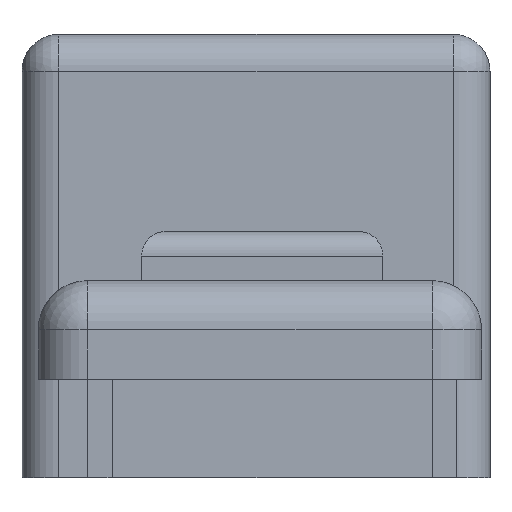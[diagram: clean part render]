
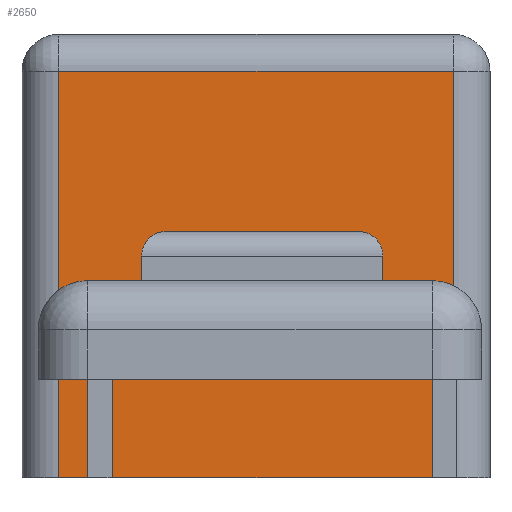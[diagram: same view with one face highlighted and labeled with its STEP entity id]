
A CAD part, front view. The second image highlights one B-rep face of the part: STEP entity #2650.
In plain terms, the highlighted planar face has unit normal (0, -1, 0).
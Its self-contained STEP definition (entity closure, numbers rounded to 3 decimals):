
#2650 = ADVANCED_FACE('',(#2651),#2665,.T.);
#2651 = FACE_BOUND('',#2652,.T.);
#2652 = EDGE_LOOP('',(#2653,#2688,#2716,#2744));
#2653 = ORIENTED_EDGE('',*,*,#2654,.T.);
#2654 = EDGE_CURVE('',#2655,#2657,#2659,.T.);
#2655 = VERTEX_POINT('',#2656);
#2656 = CARTESIAN_POINT('',(842.055,1961.16,625.));
#2657 = VERTEX_POINT('',#2658);
#2658 = CARTESIAN_POINT('',(42.055,1961.16,625.));
#2659 = SURFACE_CURVE('',#2660,(#2664,#2676),.PCURVE_S1.);
#2660 = LINE('',#2661,#2662);
#2661 = CARTESIAN_POINT('',(917.055,1961.16,625.));
#2662 = VECTOR('',#2663,1.);
#2663 = DIRECTION('',(-1.,0.,0.));
#2664 = PCURVE('',#2665,#2670);
#2665 = PLANE('',#2666);
#2666 = AXIS2_PLACEMENT_3D('',#2667,#2668,#2669);
#2667 = CARTESIAN_POINT('',(917.055,1961.16,-200.));
#2668 = DIRECTION('',(0.,-1.,0.));
#2669 = DIRECTION('',(-1.,0.,0.));
#2670 = DEFINITIONAL_REPRESENTATION('',(#2671),#2675);
#2671 = LINE('',#2672,#2673);
#2672 = CARTESIAN_POINT('',(0.,-825.));
#2673 = VECTOR('',#2674,1.);
#2674 = DIRECTION('',(1.,0.));
#2675 = ( GEOMETRIC_REPRESENTATION_CONTEXT(2) 
PARAMETRIC_REPRESENTATION_CONTEXT() REPRESENTATION_CONTEXT('2D SPACE',''
  ) );
#2676 = PCURVE('',#2677,#2682);
#2677 = CYLINDRICAL_SURFACE('',#2678,75.);
#2678 = AXIS2_PLACEMENT_3D('',#2679,#2680,#2681);
#2679 = CARTESIAN_POINT('',(917.055,2036.16,625.));
#2680 = DIRECTION('',(-1.,0.,0.));
#2681 = DIRECTION('',(0.,-1.,0.));
#2682 = DEFINITIONAL_REPRESENTATION('',(#2683),#2687);
#2683 = LINE('',#2684,#2685);
#2684 = CARTESIAN_POINT('',(0.,0.));
#2685 = VECTOR('',#2686,1.);
#2686 = DIRECTION('',(0.,1.));
#2687 = ( GEOMETRIC_REPRESENTATION_CONTEXT(2) 
PARAMETRIC_REPRESENTATION_CONTEXT() REPRESENTATION_CONTEXT('2D SPACE',''
  ) );
#2688 = ORIENTED_EDGE('',*,*,#2689,.F.);
#2689 = EDGE_CURVE('',#2690,#2657,#2692,.T.);
#2690 = VERTEX_POINT('',#2691);
#2691 = CARTESIAN_POINT('',(42.055,1961.16,-200.));
#2692 = SURFACE_CURVE('',#2693,(#2697,#2704),.PCURVE_S1.);
#2693 = LINE('',#2694,#2695);
#2694 = CARTESIAN_POINT('',(42.055,1961.16,-200.));
#2695 = VECTOR('',#2696,1.);
#2696 = DIRECTION('',(0.,0.,1.));
#2697 = PCURVE('',#2665,#2698);
#2698 = DEFINITIONAL_REPRESENTATION('',(#2699),#2703);
#2699 = LINE('',#2700,#2701);
#2700 = CARTESIAN_POINT('',(875.,0.));
#2701 = VECTOR('',#2702,1.);
#2702 = DIRECTION('',(0.,-1.));
#2703 = ( GEOMETRIC_REPRESENTATION_CONTEXT(2) 
PARAMETRIC_REPRESENTATION_CONTEXT() REPRESENTATION_CONTEXT('2D SPACE',''
  ) );
#2704 = PCURVE('',#2705,#2710);
#2705 = CYLINDRICAL_SURFACE('',#2706,75.);
#2706 = AXIS2_PLACEMENT_3D('',#2707,#2708,#2709);
#2707 = CARTESIAN_POINT('',(42.055,2036.16,-200.));
#2708 = DIRECTION('',(0.,0.,1.));
#2709 = DIRECTION('',(0.,-1.,0.));
#2710 = DEFINITIONAL_REPRESENTATION('',(#2711),#2715);
#2711 = LINE('',#2712,#2713);
#2712 = CARTESIAN_POINT('',(-0.,0.));
#2713 = VECTOR('',#2714,1.);
#2714 = DIRECTION('',(-0.,1.));
#2715 = ( GEOMETRIC_REPRESENTATION_CONTEXT(2) 
PARAMETRIC_REPRESENTATION_CONTEXT() REPRESENTATION_CONTEXT('2D SPACE',''
  ) );
#2716 = ORIENTED_EDGE('',*,*,#2717,.F.);
#2717 = EDGE_CURVE('',#2718,#2690,#2720,.T.);
#2718 = VERTEX_POINT('',#2719);
#2719 = CARTESIAN_POINT('',(842.055,1961.16,-200.));
#2720 = SURFACE_CURVE('',#2721,(#2725,#2732),.PCURVE_S1.);
#2721 = LINE('',#2722,#2723);
#2722 = CARTESIAN_POINT('',(917.055,1961.16,-200.));
#2723 = VECTOR('',#2724,1.);
#2724 = DIRECTION('',(-1.,0.,0.));
#2725 = PCURVE('',#2665,#2726);
#2726 = DEFINITIONAL_REPRESENTATION('',(#2727),#2731);
#2727 = LINE('',#2728,#2729);
#2728 = CARTESIAN_POINT('',(0.,-0.));
#2729 = VECTOR('',#2730,1.);
#2730 = DIRECTION('',(1.,0.));
#2731 = ( GEOMETRIC_REPRESENTATION_CONTEXT(2) 
PARAMETRIC_REPRESENTATION_CONTEXT() REPRESENTATION_CONTEXT('2D SPACE',''
  ) );
#2732 = PCURVE('',#2733,#2738);
#2733 = PLANE('',#2734);
#2734 = AXIS2_PLACEMENT_3D('',#2735,#2736,#2737);
#2735 = CARTESIAN_POINT('',(442.055,2001.16,-200.));
#2736 = DIRECTION('',(-0.,-0.,-1.));
#2737 = DIRECTION('',(-1.,0.,0.));
#2738 = DEFINITIONAL_REPRESENTATION('',(#2739),#2743);
#2739 = LINE('',#2740,#2741);
#2740 = CARTESIAN_POINT('',(-475.,-40.));
#2741 = VECTOR('',#2742,1.);
#2742 = DIRECTION('',(1.,0.));
#2743 = ( GEOMETRIC_REPRESENTATION_CONTEXT(2) 
PARAMETRIC_REPRESENTATION_CONTEXT() REPRESENTATION_CONTEXT('2D SPACE',''
  ) );
#2744 = ORIENTED_EDGE('',*,*,#2745,.T.);
#2745 = EDGE_CURVE('',#2718,#2655,#2746,.T.);
#2746 = SURFACE_CURVE('',#2747,(#2751,#2758),.PCURVE_S1.);
#2747 = LINE('',#2748,#2749);
#2748 = CARTESIAN_POINT('',(842.055,1961.16,-200.));
#2749 = VECTOR('',#2750,1.);
#2750 = DIRECTION('',(0.,0.,1.));
#2751 = PCURVE('',#2665,#2752);
#2752 = DEFINITIONAL_REPRESENTATION('',(#2753),#2757);
#2753 = LINE('',#2754,#2755);
#2754 = CARTESIAN_POINT('',(75.,0.));
#2755 = VECTOR('',#2756,1.);
#2756 = DIRECTION('',(0.,-1.));
#2757 = ( GEOMETRIC_REPRESENTATION_CONTEXT(2) 
PARAMETRIC_REPRESENTATION_CONTEXT() REPRESENTATION_CONTEXT('2D SPACE',''
  ) );
#2758 = PCURVE('',#2759,#2764);
#2759 = CYLINDRICAL_SURFACE('',#2760,75.);
#2760 = AXIS2_PLACEMENT_3D('',#2761,#2762,#2763);
#2761 = CARTESIAN_POINT('',(842.055,2036.16,-200.));
#2762 = DIRECTION('',(0.,0.,1.));
#2763 = DIRECTION('',(0.,-1.,0.));
#2764 = DEFINITIONAL_REPRESENTATION('',(#2765),#2769);
#2765 = LINE('',#2766,#2767);
#2766 = CARTESIAN_POINT('',(0.,0.));
#2767 = VECTOR('',#2768,1.);
#2768 = DIRECTION('',(0.,1.));
#2769 = ( GEOMETRIC_REPRESENTATION_CONTEXT(2) 
PARAMETRIC_REPRESENTATION_CONTEXT() REPRESENTATION_CONTEXT('2D SPACE',''
  ) );
